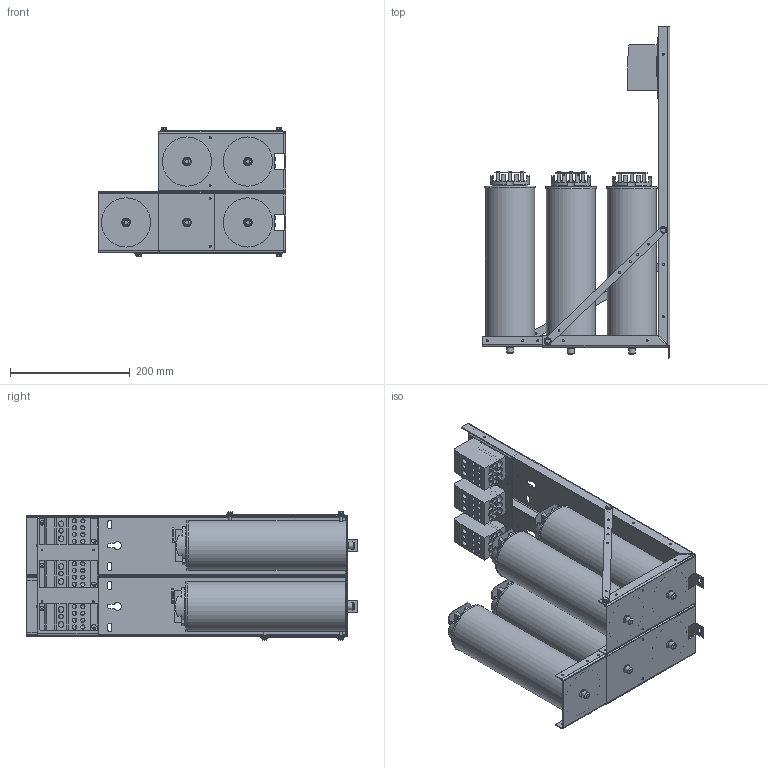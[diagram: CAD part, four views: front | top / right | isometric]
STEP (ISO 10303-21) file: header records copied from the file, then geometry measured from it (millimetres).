
FILE_DESCRIPTION(/* description */ (''),/* implementation_level */ '2;1');
FILE_NAME(/* name */ 'KPCUL075C63.stp',/* time_stamp */ '2025-05-21T13:59:47-05:00',/* author */ ('jnelson'),/* organization */ (''),/* preprocessor_version */ 'ST-DEVELOPER v20',/* originating_system */ 'Autodesk Inventor 2024',/* authorisation */ '');
FILE_SCHEMA (('AUTOMOTIVE_DESIGN { 1 0 10303 214 3 1 1 }','MODEL_BASED_INTEGRATED_MANUFACTURING_SCHEMA'));
Length unit declared in the file: inch
Products named in the file (11): KPCUL075C63; MASTER 480V ASSEMBLY 5 CAPS HOLE TRAY ALTECH 38019 x 3 (27930); 27945; 23837; 27943; 2555; 27930; 27791-A; 25441; 31157; 28569
Assembly tree (23 placements, depth 3):
  KPCUL075C63
    MASTER 480V ASSEMBLY 5 CAPS HOLE TRAY ALTECH 38019 x 3 (27930)
      27943  x2
      27791-A  x2
      2555  x3
      25441  x4
      27945
      23837
      27930  x3
      31157
    28569  x5
Bounding box: 313.31 x 553.72 x 213.74 mm (x, y, z)
Volume: 7945730.4 mm3; surface area: 1090271 mm2
Topology: 27 solids, 27 shells, 1522 faces, 4166 edges, 2690 vertices
Faces by surface type: plane 1072, cylinder 379, bspline 36, torus 18, cone 17
Full cylindrical faces by diameter (mm): 2.946 x10, 3.251 x30, 3.556 x22, 3.683 x3, 4.597 x4, 4.801 x8, 4.826 x10, 6.35 x10, 6.604 x6, 7.087 x12, 7.096 x6, 7.108 x6, 7.42 x3, 8.128 x5, 8.382 x6, 9.761 x3, 9.781 x3, 9.906 x6, 10.922 x5, 12.7 x3, 14.224 x6, 23.691 x3, 59.69 x5, 80.33 x5, 82.042 x5
Entity records: 17275 total; most frequent: CARTESIAN_POINT 3561, DIRECTION 2755, ORIENTED_EDGE 2702, EDGE_CURVE 1351, AXIS2_PLACEMENT_3D 944, VERTEX_POINT 870, LINE 867, VECTOR 867
